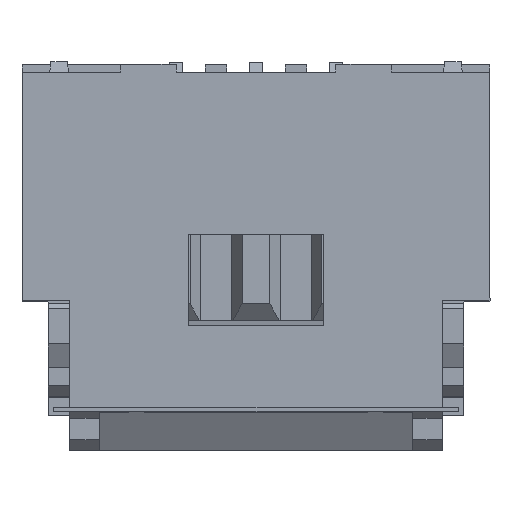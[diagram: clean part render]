
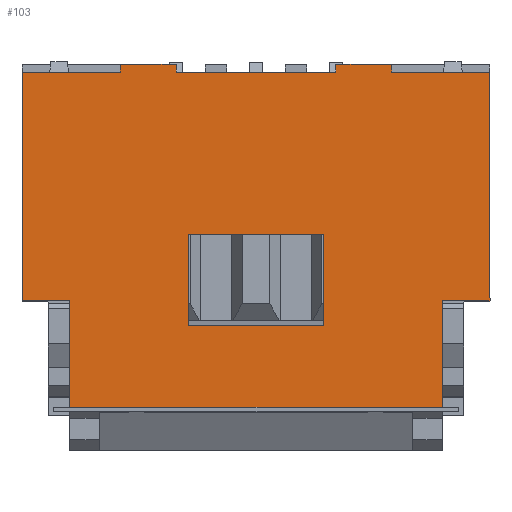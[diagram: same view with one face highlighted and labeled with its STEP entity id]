
A CAD part, top view. The second image highlights one B-rep face of the part: STEP entity #103.
In plain terms, the highlighted planar face has unit normal (0, 0, 1).
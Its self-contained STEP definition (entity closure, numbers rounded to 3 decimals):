
#85=FACE_BOUND('',#903,.T.);
#86=FACE_BOUND('',#904,.T.);
#103=ADVANCED_FACE('',(#85,#86),#373,.T.);
#373=PLANE('',#5514);
#903=EDGE_LOOP('',(#1351,#1352,#1353,#1354,#1355,#1356,#1357,#1358,#1359,
#1360,#1361,#1362,#1363,#1364,#1365,#1366));
#904=EDGE_LOOP('',(#1367,#1368,#1369,#1370));
#1351=ORIENTED_EDGE('',*,*,#3398,.F.);
#1352=ORIENTED_EDGE('',*,*,#3314,.F.);
#1353=ORIENTED_EDGE('',*,*,#3393,.T.);
#1354=ORIENTED_EDGE('',*,*,#3399,.T.);
#1355=ORIENTED_EDGE('',*,*,#3362,.F.);
#1356=ORIENTED_EDGE('',*,*,#3400,.F.);
#1357=ORIENTED_EDGE('',*,*,#3401,.F.);
#1358=ORIENTED_EDGE('',*,*,#3402,.T.);
#1359=ORIENTED_EDGE('',*,*,#3358,.F.);
#1360=ORIENTED_EDGE('',*,*,#3403,.F.);
#1361=ORIENTED_EDGE('',*,*,#3404,.F.);
#1362=ORIENTED_EDGE('',*,*,#3405,.T.);
#1363=ORIENTED_EDGE('',*,*,#3354,.F.);
#1364=ORIENTED_EDGE('',*,*,#3406,.F.);
#1365=ORIENTED_EDGE('',*,*,#3407,.F.);
#1366=ORIENTED_EDGE('',*,*,#3303,.T.);
#1367=ORIENTED_EDGE('',*,*,#3408,.F.);
#1368=ORIENTED_EDGE('',*,*,#3409,.T.);
#1369=ORIENTED_EDGE('',*,*,#3410,.T.);
#1370=ORIENTED_EDGE('',*,*,#3411,.F.);
#2789=VERTEX_POINT('',#7303);
#2790=VERTEX_POINT('',#7305);
#2799=VERTEX_POINT('',#7326);
#2800=VERTEX_POINT('',#7328);
#2835=VERTEX_POINT('',#7404);
#2836=VERTEX_POINT('',#7406);
#2839=VERTEX_POINT('',#7412);
#2840=VERTEX_POINT('',#7414);
#2843=VERTEX_POINT('',#7420);
#2844=VERTEX_POINT('',#7422);
#2866=VERTEX_POINT('',#7479);
#2871=VERTEX_POINT('',#7494);
#2872=VERTEX_POINT('',#7496);
#2873=VERTEX_POINT('',#7499);
#2874=VERTEX_POINT('',#7501);
#2875=VERTEX_POINT('',#7504);
#2876=VERTEX_POINT('',#7507);
#2877=VERTEX_POINT('',#7508);
#2878=VERTEX_POINT('',#7510);
#2879=VERTEX_POINT('',#7512);
#3303=EDGE_CURVE('',#2790,#2789,#4078,.T.);
#3314=EDGE_CURVE('',#2799,#2800,#4089,.T.);
#3354=EDGE_CURVE('',#2835,#2836,#4129,.T.);
#3358=EDGE_CURVE('',#2839,#2840,#4133,.T.);
#3362=EDGE_CURVE('',#2843,#2844,#4137,.T.);
#3393=EDGE_CURVE('',#2799,#2866,#4168,.T.);
#3398=EDGE_CURVE('',#2800,#2789,#4173,.T.);
#3399=EDGE_CURVE('',#2866,#2844,#4174,.T.);
#3400=EDGE_CURVE('',#2871,#2843,#4175,.T.);
#3401=EDGE_CURVE('',#2872,#2871,#4176,.T.);
#3402=EDGE_CURVE('',#2872,#2840,#4177,.T.);
#3403=EDGE_CURVE('',#2873,#2839,#4178,.T.);
#3404=EDGE_CURVE('',#2874,#2873,#4179,.T.);
#3405=EDGE_CURVE('',#2874,#2836,#4180,.T.);
#3406=EDGE_CURVE('',#2875,#2835,#4181,.T.);
#3407=EDGE_CURVE('',#2790,#2875,#4182,.T.);
#3408=EDGE_CURVE('',#2876,#2877,#4183,.T.);
#3409=EDGE_CURVE('',#2876,#2878,#4184,.T.);
#3410=EDGE_CURVE('',#2878,#2879,#4185,.T.);
#3411=EDGE_CURVE('',#2877,#2879,#4186,.T.);
#4078=LINE('',#7304,#4829);
#4089=LINE('',#7327,#4840);
#4129=LINE('',#7405,#4880);
#4133=LINE('',#7413,#4884);
#4137=LINE('',#7421,#4888);
#4168=LINE('',#7480,#4919);
#4173=LINE('',#7491,#4924);
#4174=LINE('',#7492,#4925);
#4175=LINE('',#7493,#4926);
#4176=LINE('',#7495,#4927);
#4177=LINE('',#7497,#4928);
#4178=LINE('',#7498,#4929);
#4179=LINE('',#7500,#4930);
#4180=LINE('',#7502,#4931);
#4181=LINE('',#7503,#4932);
#4182=LINE('',#7505,#4933);
#4183=LINE('',#7506,#4934);
#4184=LINE('',#7509,#4935);
#4185=LINE('',#7511,#4936);
#4186=LINE('',#7513,#4937);
#4829=VECTOR('',#5887,1.);
#4840=VECTOR('',#5902,1.);
#4880=VECTOR('',#5946,1.);
#4884=VECTOR('',#5950,1.);
#4888=VECTOR('',#5954,1.);
#4919=VECTOR('',#5995,1.);
#4924=VECTOR('',#6004,1.);
#4925=VECTOR('',#6005,1.);
#4926=VECTOR('',#6006,1.);
#4927=VECTOR('',#6007,1.);
#4928=VECTOR('',#6008,1.);
#4929=VECTOR('',#6009,1.);
#4930=VECTOR('',#6010,1.);
#4931=VECTOR('',#6011,1.);
#4932=VECTOR('',#6012,1.);
#4933=VECTOR('',#6013,1.);
#4934=VECTOR('',#6014,1.);
#4935=VECTOR('',#6015,1.);
#4936=VECTOR('',#6016,1.);
#4937=VECTOR('',#6017,1.);
#5514=AXIS2_PLACEMENT_3D('',#7514,#6018,#6019);
#5887=DIRECTION('',(0.,-1.,0.));
#5902=DIRECTION('',(0.,-1.,0.));
#5946=DIRECTION('',(1.,0.,0.));
#5950=DIRECTION('',(1.,0.,0.));
#5954=DIRECTION('',(1.,0.,0.));
#5995=DIRECTION('',(1.,0.,0.));
#6004=DIRECTION('',(-1.,0.,0.));
#6005=DIRECTION('',(0.,1.,0.));
#6006=DIRECTION('',(0.,-1.,0.));
#6007=DIRECTION('',(1.,0.,0.));
#6008=DIRECTION('',(0.,-1.,0.));
#6009=DIRECTION('',(0.,-1.,0.));
#6010=DIRECTION('',(1.,0.,0.));
#6011=DIRECTION('',(0.,-1.,0.));
#6012=DIRECTION('',(0.,1.,0.));
#6013=DIRECTION('',(-1.,0.,0.));
#6014=DIRECTION('',(-1.,0.,0.));
#6015=DIRECTION('',(0.,-1.,0.));
#6016=DIRECTION('',(-1.,0.,0.));
#6017=DIRECTION('',(0.,-1.,0.));
#6018=DIRECTION('',(0.,0.,1.));
#6019=DIRECTION('',(1.,0.,0.));
#7303=CARTESIAN_POINT('',(-3.5,3.2,6.11));
#7304=CARTESIAN_POINT('',(-3.5,5.2,6.11));
#7305=CARTESIAN_POINT('',(-3.5,5.2,6.11));
#7326=CARTESIAN_POINT('',(3.5,5.2,6.11));
#7327=CARTESIAN_POINT('',(3.5,5.2,6.11));
#7328=CARTESIAN_POINT('',(3.5,3.2,6.11));
#7404=CARTESIAN_POINT('',(-4.4,9.5,6.11));
#7405=CARTESIAN_POINT('',(4.4,9.5,6.11));
#7406=CARTESIAN_POINT('',(-2.55,9.5,6.11));
#7412=CARTESIAN_POINT('',(-1.5,9.5,6.11));
#7413=CARTESIAN_POINT('',(4.4,9.5,6.11));
#7414=CARTESIAN_POINT('',(1.5,9.5,6.11));
#7420=CARTESIAN_POINT('',(2.55,9.5,6.11));
#7421=CARTESIAN_POINT('',(4.4,9.5,6.11));
#7422=CARTESIAN_POINT('',(4.4,9.5,6.11));
#7479=CARTESIAN_POINT('',(4.4,5.2,6.11));
#7480=CARTESIAN_POINT('',(3.5,5.2,6.11));
#7491=CARTESIAN_POINT('',(4.4,3.2,6.11));
#7492=CARTESIAN_POINT('',(4.4,9.5,6.11));
#7493=CARTESIAN_POINT('',(2.55,9.65,6.11));
#7494=CARTESIAN_POINT('',(2.55,9.65,6.11));
#7495=CARTESIAN_POINT('',(1.5,9.65,6.11));
#7496=CARTESIAN_POINT('',(1.5,9.65,6.11));
#7497=CARTESIAN_POINT('',(1.5,9.65,6.11));
#7498=CARTESIAN_POINT('',(-1.5,9.65,6.11));
#7499=CARTESIAN_POINT('',(-1.5,9.65,6.11));
#7500=CARTESIAN_POINT('',(-2.55,9.65,6.11));
#7501=CARTESIAN_POINT('',(-2.55,9.65,6.11));
#7502=CARTESIAN_POINT('',(-2.55,9.65,6.11));
#7503=CARTESIAN_POINT('',(-4.4,9.5,6.11));
#7504=CARTESIAN_POINT('',(-4.4,5.2,6.11));
#7505=CARTESIAN_POINT('',(-3.5,5.2,6.11));
#7506=CARTESIAN_POINT('',(1.275,6.45,6.11));
#7507=CARTESIAN_POINT('',(1.275,6.45,6.11));
#7508=CARTESIAN_POINT('',(-1.275,6.45,6.11));
#7509=CARTESIAN_POINT('',(1.275,6.45,6.11));
#7510=CARTESIAN_POINT('',(1.275,4.73,6.11));
#7511=CARTESIAN_POINT('',(1.275,4.73,6.11));
#7512=CARTESIAN_POINT('',(-1.275,4.73,6.11));
#7513=CARTESIAN_POINT('',(-1.275,6.45,6.11));
#7514=CARTESIAN_POINT('',(4.4,9.5,6.11));
